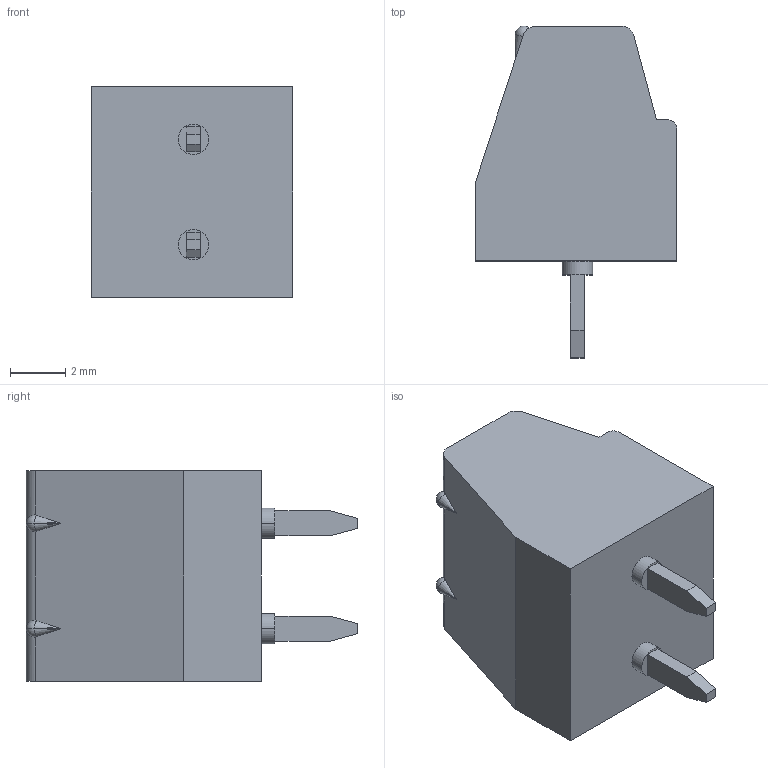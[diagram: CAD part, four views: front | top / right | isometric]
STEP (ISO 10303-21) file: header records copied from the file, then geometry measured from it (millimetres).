
FILE_DESCRIPTION(('STEP AP242'),'1');
FILE_NAME('1985823.stp','2021-12-03T06:40:30',('TraceParts'),('TraceParts S.A.'),'Spatial InterOp 3D',' ',' ');
FILE_SCHEMA(('AP242_MANAGED_MODEL_BASED_3D_ENGINEERING_MIM_LF {1 0 10303 442 1 1 4}'));
Length unit declared in the file: millimetre
Products named in the file (1): 1985823
Bounding box: 7.3 x 12 x 7.62 mm (x, y, z)
Volume: 370.7 mm3; surface area: 420.5 mm2
Topology: 1 solids, 1 shells, 125 faces, 335 edges, 218 vertices
Faces by surface type: plane 74, cylinder 43, torus 4, cone 4
Entity records: 5099 total; most frequent: CARTESIAN_POINT 887, DIRECTION 681, ORIENTED_EDGE 654, EDGE_CURVE 327, AXIS2_PLACEMENT_3D 232, VERTEX_POINT 218, LINE 217, VECTOR 217
